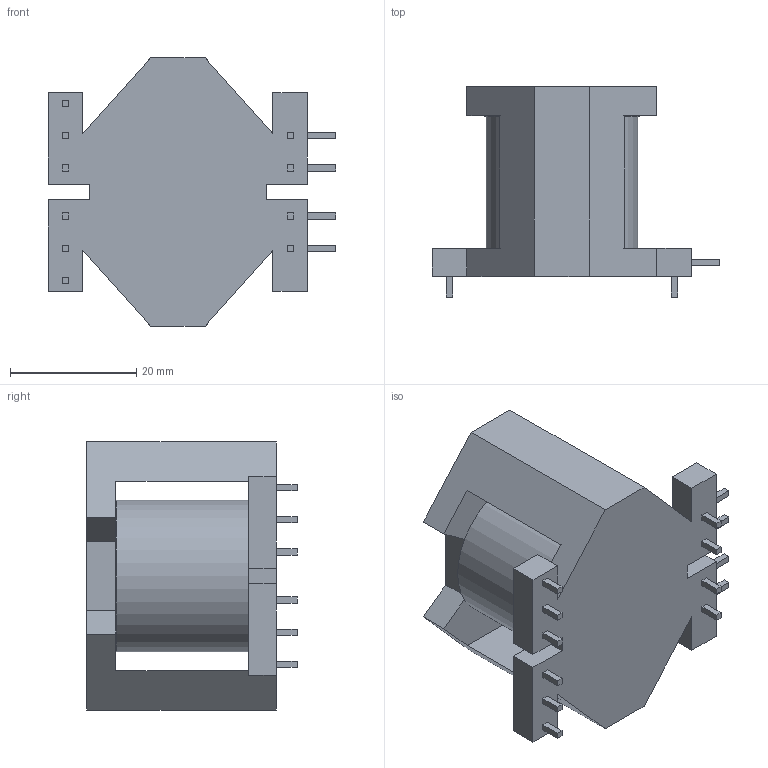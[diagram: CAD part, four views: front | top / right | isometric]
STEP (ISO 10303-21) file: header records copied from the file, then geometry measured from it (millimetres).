
FILE_DESCRIPTION (( 'STEP AP214' ), '1' );
FILE_NAME ('Coilcraft-GA3199-AL.STEP', '2019-02-04T16:31:33', ( '' ), ( '' ), 'SwSTEP 2.0', 'SolidWorks 2019', '' );
FILE_SCHEMA (( 'AUTOMOTIVE_DESIGN' ));
Length unit declared in the file: millimetre
Products named in the file (1): Coilcraft-GA3199-AL
Bounding box: 45.47 x 33.3 x 42.4 mm (x, y, z)
Volume: 23053.8 mm3; surface area: 10172.5 mm2
Topology: 2 solids, 2 shells, 492 faces, 1226 edges, 776 vertices
Faces by surface type: bspline 246, plane 242, cylinder 4
Entity records: 19959 total; most frequent: CARTESIAN_POINT 8665, ORIENTED_EDGE 2452, DIRECTION 1236, EDGE_CURVE 1226, VERTEX_POINT 776, LINE 726, VECTOR 726, EDGE_LOOP 532
